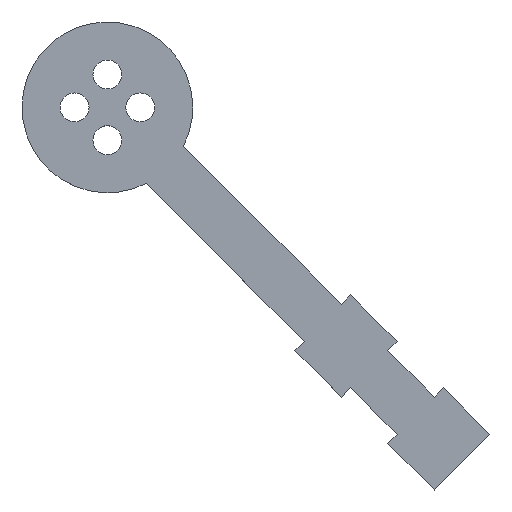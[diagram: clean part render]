
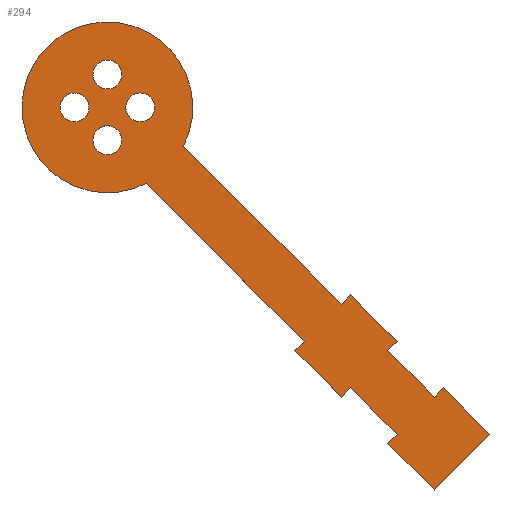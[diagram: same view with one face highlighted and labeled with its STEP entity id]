
A CAD part, top view. The second image highlights one B-rep face of the part: STEP entity #294.
In plain terms, the highlighted planar face has unit normal (0, 0, 1).
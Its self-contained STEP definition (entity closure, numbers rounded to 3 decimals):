
#24 = VERTEX_POINT('',#25);
#25 = CARTESIAN_POINT('',(-29.713,32.541,0.7));
#31 = EDGE_CURVE('',#24,#32,#34,.T.);
#32 = VERTEX_POINT('',#33);
#33 = CARTESIAN_POINT('',(-17.692,20.52,0.7));
#34 = LINE('',#35,#36);
#35 = CARTESIAN_POINT('',(-29.713,32.541,0.7));
#36 = VECTOR('',#37,1.);
#37 = DIRECTION('',(0.707,-0.707,0.));
#62 = EDGE_CURVE('',#24,#63,#65,.T.);
#63 = VERTEX_POINT('',#64);
#64 = CARTESIAN_POINT('',(-32.541,29.713,0.7));
#65 = CIRCLE('',#66,6.5);
#66 = AXIS2_PLACEMENT_3D('',#67,#68,#69);
#67 = CARTESIAN_POINT('',(-35.5,35.5,0.7));
#68 = DIRECTION('',(0.,0.,1.));
#69 = DIRECTION('',(1.,0.,0.));
#95 = EDGE_CURVE('',#32,#96,#98,.T.);
#96 = VERTEX_POINT('',#97);
#97 = CARTESIAN_POINT('',(-16.985,21.227,0.7));
#98 = LINE('',#99,#100);
#99 = CARTESIAN_POINT('',(-17.692,20.52,0.7));
#100 = VECTOR('',#101,1.);
#101 = DIRECTION('',(0.707,0.707,0.));
#294 = ADVANCED_FACE('',(#295,#418,#429,#440,#451),#462,.T.);
#295 = FACE_BOUND('',#296,.T.);
#296 = EDGE_LOOP('',(#297,#298,#299,#307,#315,#323,#331,#339,#347,#355,
    #363,#371,#379,#387,#395,#403,#411,#417));
#297 = ORIENTED_EDGE('',*,*,#31,.F.);
#298 = ORIENTED_EDGE('',*,*,#62,.T.);
#299 = ORIENTED_EDGE('',*,*,#300,.F.);
#300 = EDGE_CURVE('',#301,#63,#303,.T.);
#301 = VERTEX_POINT('',#302);
#302 = CARTESIAN_POINT('',(-20.52,17.692,0.7));
#303 = LINE('',#304,#305);
#304 = CARTESIAN_POINT('',(-20.52,17.692,0.7));
#305 = VECTOR('',#306,1.);
#306 = DIRECTION('',(-0.707,0.707,0.));
#307 = ORIENTED_EDGE('',*,*,#308,.F.);
#308 = EDGE_CURVE('',#309,#301,#311,.T.);
#309 = VERTEX_POINT('',#310);
#310 = CARTESIAN_POINT('',(-21.227,16.985,0.7));
#311 = LINE('',#312,#313);
#312 = CARTESIAN_POINT('',(-21.227,16.985,0.7));
#313 = VECTOR('',#314,1.);
#314 = DIRECTION('',(0.707,0.707,0.));
#315 = ORIENTED_EDGE('',*,*,#316,.F.);
#316 = EDGE_CURVE('',#317,#309,#319,.T.);
#317 = VERTEX_POINT('',#318);
#318 = CARTESIAN_POINT('',(-17.692,13.449,0.7));
#319 = LINE('',#320,#321);
#320 = CARTESIAN_POINT('',(-17.692,13.449,0.7));
#321 = VECTOR('',#322,1.);
#322 = DIRECTION('',(-0.707,0.707,0.));
#323 = ORIENTED_EDGE('',*,*,#324,.F.);
#324 = EDGE_CURVE('',#325,#317,#327,.T.);
#325 = VERTEX_POINT('',#326);
#326 = CARTESIAN_POINT('',(-16.985,14.156,0.7));
#327 = LINE('',#328,#329);
#328 = CARTESIAN_POINT('',(-16.985,14.156,0.7));
#329 = VECTOR('',#330,1.);
#330 = DIRECTION('',(-0.707,-0.707,0.));
#331 = ORIENTED_EDGE('',*,*,#332,.F.);
#332 = EDGE_CURVE('',#333,#325,#335,.T.);
#333 = VERTEX_POINT('',#334);
#334 = CARTESIAN_POINT('',(-13.449,10.621,0.7));
#335 = LINE('',#336,#337);
#336 = CARTESIAN_POINT('',(-13.449,10.621,0.7));
#337 = VECTOR('',#338,1.);
#338 = DIRECTION('',(-0.707,0.707,0.));
#339 = ORIENTED_EDGE('',*,*,#340,.F.);
#340 = EDGE_CURVE('',#341,#333,#343,.T.);
#341 = VERTEX_POINT('',#342);
#342 = CARTESIAN_POINT('',(-14.156,9.914,0.7));
#343 = LINE('',#344,#345);
#344 = CARTESIAN_POINT('',(-14.156,9.914,0.7));
#345 = VECTOR('',#346,1.);
#346 = DIRECTION('',(0.707,0.707,0.));
#347 = ORIENTED_EDGE('',*,*,#348,.F.);
#348 = EDGE_CURVE('',#349,#341,#351,.T.);
#349 = VERTEX_POINT('',#350);
#350 = CARTESIAN_POINT('',(-10.621,6.378,0.7));
#351 = LINE('',#352,#353);
#352 = CARTESIAN_POINT('',(-10.621,6.378,0.7));
#353 = VECTOR('',#354,1.);
#354 = DIRECTION('',(-0.707,0.707,0.));
#355 = ORIENTED_EDGE('',*,*,#356,.F.);
#356 = EDGE_CURVE('',#357,#349,#359,.T.);
#357 = VERTEX_POINT('',#358);
#358 = CARTESIAN_POINT('',(-9.914,7.085,0.7));
#359 = LINE('',#360,#361);
#360 = CARTESIAN_POINT('',(-9.914,7.085,0.7));
#361 = VECTOR('',#362,1.);
#362 = DIRECTION('',(-0.707,-0.707,0.));
#363 = ORIENTED_EDGE('',*,*,#364,.F.);
#364 = EDGE_CURVE('',#365,#357,#367,.T.);
#365 = VERTEX_POINT('',#366);
#366 = CARTESIAN_POINT('',(-7.085,9.914,0.7));
#367 = LINE('',#368,#369);
#368 = CARTESIAN_POINT('',(-7.085,9.914,0.7));
#369 = VECTOR('',#370,1.);
#370 = DIRECTION('',(-0.707,-0.707,0.));
#371 = ORIENTED_EDGE('',*,*,#372,.F.);
#372 = EDGE_CURVE('',#373,#365,#375,.T.);
#373 = VERTEX_POINT('',#374);
#374 = CARTESIAN_POINT('',(-6.378,10.621,0.7));
#375 = LINE('',#376,#377);
#376 = CARTESIAN_POINT('',(-6.378,10.621,0.7));
#377 = VECTOR('',#378,1.);
#378 = DIRECTION('',(-0.707,-0.707,0.));
#379 = ORIENTED_EDGE('',*,*,#380,.F.);
#380 = EDGE_CURVE('',#381,#373,#383,.T.);
#381 = VERTEX_POINT('',#382);
#382 = CARTESIAN_POINT('',(-9.914,14.156,0.7));
#383 = LINE('',#384,#385);
#384 = CARTESIAN_POINT('',(-9.914,14.156,0.7));
#385 = VECTOR('',#386,1.);
#386 = DIRECTION('',(0.707,-0.707,0.));
#387 = ORIENTED_EDGE('',*,*,#388,.F.);
#388 = EDGE_CURVE('',#389,#381,#391,.T.);
#389 = VERTEX_POINT('',#390);
#390 = CARTESIAN_POINT('',(-10.621,13.449,0.7));
#391 = LINE('',#392,#393);
#392 = CARTESIAN_POINT('',(-10.621,13.449,0.7));
#393 = VECTOR('',#394,1.);
#394 = DIRECTION('',(0.707,0.707,0.));
#395 = ORIENTED_EDGE('',*,*,#396,.F.);
#396 = EDGE_CURVE('',#397,#389,#399,.T.);
#397 = VERTEX_POINT('',#398);
#398 = CARTESIAN_POINT('',(-14.156,16.985,0.7));
#399 = LINE('',#400,#401);
#400 = CARTESIAN_POINT('',(-14.156,16.985,0.7));
#401 = VECTOR('',#402,1.);
#402 = DIRECTION('',(0.707,-0.707,0.));
#403 = ORIENTED_EDGE('',*,*,#404,.F.);
#404 = EDGE_CURVE('',#405,#397,#407,.T.);
#405 = VERTEX_POINT('',#406);
#406 = CARTESIAN_POINT('',(-13.449,17.692,0.7));
#407 = LINE('',#408,#409);
#408 = CARTESIAN_POINT('',(-13.449,17.692,0.7));
#409 = VECTOR('',#410,1.);
#410 = DIRECTION('',(-0.707,-0.707,0.));
#411 = ORIENTED_EDGE('',*,*,#412,.F.);
#412 = EDGE_CURVE('',#96,#405,#413,.T.);
#413 = LINE('',#414,#415);
#414 = CARTESIAN_POINT('',(-16.985,21.227,0.7));
#415 = VECTOR('',#416,1.);
#416 = DIRECTION('',(0.707,-0.707,0.));
#417 = ORIENTED_EDGE('',*,*,#95,.F.);
#418 = FACE_BOUND('',#419,.T.);
#419 = EDGE_LOOP('',(#420));
#420 = ORIENTED_EDGE('',*,*,#421,.F.);
#421 = EDGE_CURVE('',#422,#422,#424,.T.);
#422 = VERTEX_POINT('',#423);
#423 = CARTESIAN_POINT('',(-38.,36.6,0.7));
#424 = CIRCLE('',#425,1.1);
#425 = AXIS2_PLACEMENT_3D('',#426,#427,#428);
#426 = CARTESIAN_POINT('',(-38.,35.5,0.7));
#427 = DIRECTION('',(0.,0.,1.));
#428 = DIRECTION('',(0.,1.,0.));
#429 = FACE_BOUND('',#430,.T.);
#430 = EDGE_LOOP('',(#431));
#431 = ORIENTED_EDGE('',*,*,#432,.F.);
#432 = EDGE_CURVE('',#433,#433,#435,.T.);
#433 = VERTEX_POINT('',#434);
#434 = CARTESIAN_POINT('',(-36.6,33.,0.7));
#435 = CIRCLE('',#436,1.1);
#436 = AXIS2_PLACEMENT_3D('',#437,#438,#439);
#437 = CARTESIAN_POINT('',(-35.5,33.,0.7));
#438 = DIRECTION('',(0.,0.,1.));
#439 = DIRECTION('',(-1.,0.,0.));
#440 = FACE_BOUND('',#441,.T.);
#441 = EDGE_LOOP('',(#442));
#442 = ORIENTED_EDGE('',*,*,#443,.F.);
#443 = EDGE_CURVE('',#444,#444,#446,.T.);
#444 = VERTEX_POINT('',#445);
#445 = CARTESIAN_POINT('',(-34.4,38.,0.7));
#446 = CIRCLE('',#447,1.1);
#447 = AXIS2_PLACEMENT_3D('',#448,#449,#450);
#448 = CARTESIAN_POINT('',(-35.5,38.,0.7));
#449 = DIRECTION('',(0.,0.,1.));
#450 = DIRECTION('',(1.,0.,0.));
#451 = FACE_BOUND('',#452,.T.);
#452 = EDGE_LOOP('',(#453));
#453 = ORIENTED_EDGE('',*,*,#454,.F.);
#454 = EDGE_CURVE('',#455,#455,#457,.T.);
#455 = VERTEX_POINT('',#456);
#456 = CARTESIAN_POINT('',(-33.,34.4,0.7));
#457 = CIRCLE('',#458,1.1);
#458 = AXIS2_PLACEMENT_3D('',#459,#460,#461);
#459 = CARTESIAN_POINT('',(-33.,35.5,0.7));
#460 = DIRECTION('',(-0.,0.,1.));
#461 = DIRECTION('',(0.,-1.,0.));
#462 = PLANE('',#463);
#463 = AXIS2_PLACEMENT_3D('',#464,#465,#466);
#464 = CARTESIAN_POINT('',(-23.649,23.649,0.7));
#465 = DIRECTION('',(0.,0.,1.));
#466 = DIRECTION('',(1.,0.,0.));
